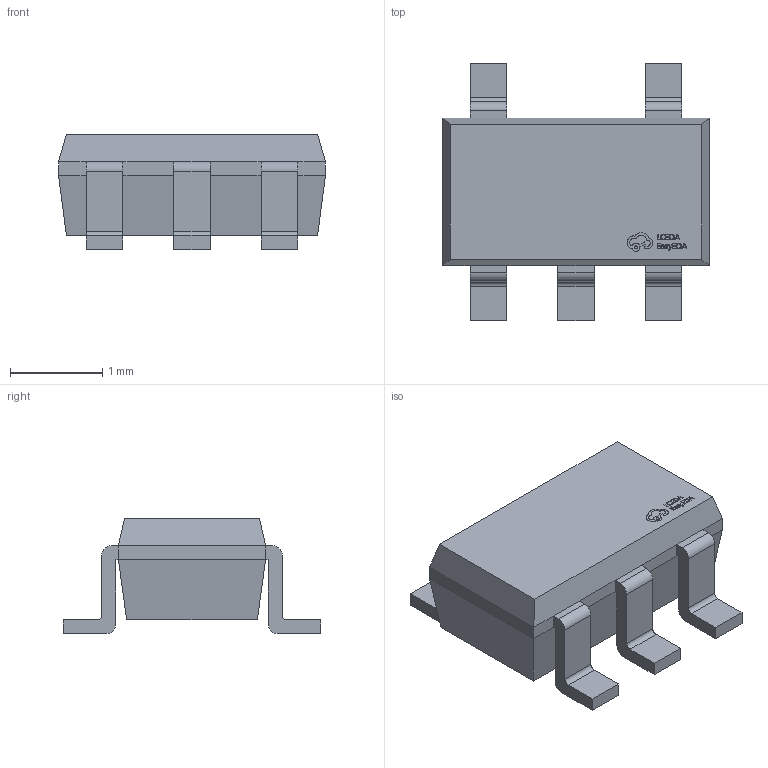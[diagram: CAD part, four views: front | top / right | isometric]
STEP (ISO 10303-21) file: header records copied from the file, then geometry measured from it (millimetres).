
FILE_DESCRIPTION (( 'STEP AP214' ), '1' );
FILE_NAME ('SOT-25-5_L2.9-W1.6-P0.95-LS2.8-BL.step', '2022-07-26T11:08:37', ( '' ), ( '' ), 'SwSTEP 2.0', 'SolidWorks 2020', '' );
FILE_SCHEMA (( 'AUTOMOTIVE_DESIGN' ));
Length unit declared in the file: millimetre
Products named in the file (1): SOT-25-5_L2.9-W1.6-P0.95-LS2.8-BL
Bounding box: 2.9 x 2.8 x 1.25 mm (x, y, z)
Volume: 5.2 mm3; surface area: 25.3 mm2
Topology: 14 solids, 14 shells, 370 faces, 977 edges, 642 vertices
Faces by surface type: plane 241, bspline 114, cylinder 15
Entity records: 15690 total; most frequent: CARTESIAN_POINT 4352, ORIENTED_EDGE 1954, DIRECTION 1289, EDGE_CURVE 977, LINE 715, VECTOR 715, VERTEX_POINT 642, EDGE_LOOP 389
